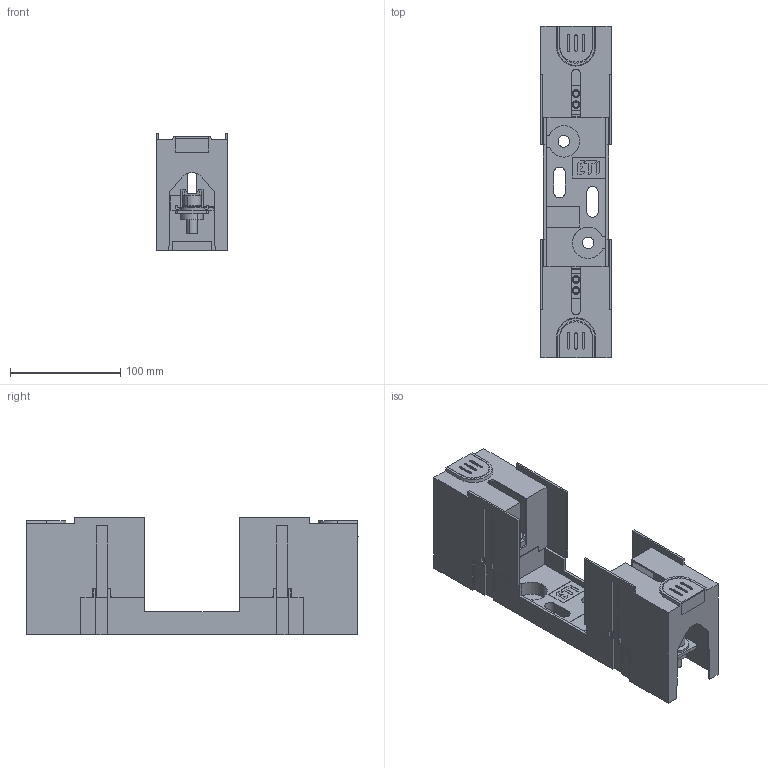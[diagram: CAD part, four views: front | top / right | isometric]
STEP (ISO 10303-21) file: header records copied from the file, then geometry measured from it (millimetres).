
FILE_DESCRIPTION((''),'2;1');
FILE_NAME('U2611300_L_NH-SICHERUNGSUNTERTE_ASM','2021-04-16T',('marketing.praksa'),('Audax d.o.o.'),'CREO PARAMETRIC BY PTC INC, 2017480','CREO PARAMETRIC BY PTC INC, 2017480','');
FILE_SCHEMA(('AUTOMOTIVE_DESIGN { 1 0 10303 214 1 1 1 1 }'));
Length unit declared in the file: millimetre
Products named in the file (12): 34153_L01_CLIP; 158591_ANSCHLUSSLASCHE_GR__2__1; 60240_SETZMUTTER_M10; 804845_LASCHE_MIT_SETZMUTTER_M1_ASM; 158588_L_KONTAKT_GR12; 65305_ZYL_SCHRAUBE_M__INNENSECH; 66903_SPANNSCHEIBE_DIN6796_-10; 34147_L01_KONTAKTABDECKUNG_GR2; PRT0111; ASM0091_ASM; WL-BASE; U2611300_L_NH-SICHERUNGSUNTERTE_ASM
Assembly tree (17 placements, depth 3):
  U2611300_L_NH-SICHERUNGSUNTERTE_ASM
    34153_L01_CLIP  x2
    804845_LASCHE_MIT_SETZMUTTER_M1_ASM  x2
      158591_ANSCHLUSSLASCHE_GR__2__1
      60240_SETZMUTTER_M10
    158588_L_KONTAKT_GR12  x2
    65305_ZYL_SCHRAUBE_M__INNENSECH  x2
    66903_SPANNSCHEIBE_DIN6796_-10  x2
    34147_L01_KONTAKTABDECKUNG_GR2  x2
    ASM0091_ASM
      PRT0111
    WL-BASE
Bounding box: 64 x 301.11 x 107 mm (x, y, z)
Volume: 380808.3 mm3; surface area: 207366.4 mm2
Topology: 18 solids, 18 shells, 809 faces, 2245 edges, 1499 vertices
Faces by surface type: plane 555, cylinder 202, cone 36, torus 16
Entity records: 27680 total; most frequent: CARTESIAN_POINT 3316, ORIENTED_EDGE 3200, DIRECTION 3136, PRESENTATION_STYLE_ASSIGNMENT 2034, STYLED_ITEM 2034, EDGE_CURVE 1600, CURVE_STYLE 1456, VECTOR 1264
